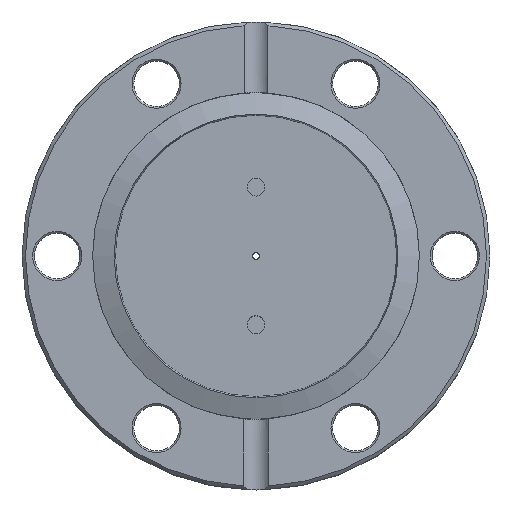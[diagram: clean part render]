
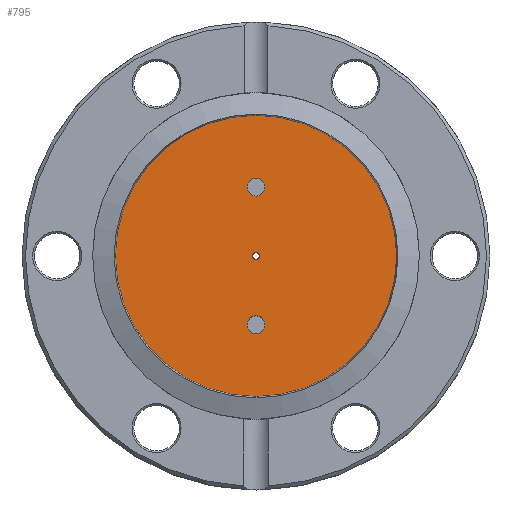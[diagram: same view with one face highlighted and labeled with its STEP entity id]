
A CAD part, top view. The second image highlights one B-rep face of the part: STEP entity #795.
In plain terms, the highlighted planar face has unit normal (0, 0, 1).
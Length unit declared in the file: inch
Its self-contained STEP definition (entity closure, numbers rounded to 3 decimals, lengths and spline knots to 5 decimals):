
#39=FACE_BOUND('',#151,.T.);
#40=FACE_BOUND('',#152,.T.);
#41=FACE_BOUND('',#153,.T.);
#71=PLANE('',#909);
#101=FACE_OUTER_BOUND('',#150,.T.);
#150=EDGE_LOOP('',(#641));
#151=EDGE_LOOP('',(#642));
#152=EDGE_LOOP('',(#643));
#153=EDGE_LOOP('',(#644));
#258=CIRCLE('',#839,0.02);
#260=CIRCLE('',#842,0.052);
#262=CIRCLE('',#846,0.052);
#304=CIRCLE('',#910,0.81772);
#323=VERTEX_POINT('',#1212);
#325=VERTEX_POINT('',#1218);
#327=VERTEX_POINT('',#1225);
#377=VERTEX_POINT('',#1449);
#399=EDGE_CURVE('',#323,#323,#258,.T.);
#402=EDGE_CURVE('',#325,#325,#260,.T.);
#405=EDGE_CURVE('',#327,#327,#262,.T.);
#477=EDGE_CURVE('',#377,#377,#304,.T.);
#641=ORIENTED_EDGE('',*,*,#477,.T.);
#642=ORIENTED_EDGE('',*,*,#399,.T.);
#643=ORIENTED_EDGE('',*,*,#402,.T.);
#644=ORIENTED_EDGE('',*,*,#405,.T.);
#795=ADVANCED_FACE('',(#101,#39,#40,#41),#71,.T.);
#839=AXIS2_PLACEMENT_3D('',#1213,#953,#954);
#842=AXIS2_PLACEMENT_3D('',#1219,#960,#961);
#846=AXIS2_PLACEMENT_3D('',#1226,#969,#970);
#909=AXIS2_PLACEMENT_3D('',#1448,#1117,#1118);
#910=AXIS2_PLACEMENT_3D('',#1450,#1119,#1120);
#953=DIRECTION('center_axis',(0.,0.,-1.));
#954=DIRECTION('ref_axis',(1.,0.,0.));
#960=DIRECTION('center_axis',(0.,0.,-1.));
#961=DIRECTION('ref_axis',(1.,0.,0.));
#969=DIRECTION('center_axis',(0.,0.,-1.));
#970=DIRECTION('ref_axis',(1.,0.,0.));
#1117=DIRECTION('center_axis',(0.,0.,1.));
#1118=DIRECTION('ref_axis',(1.,0.,0.));
#1119=DIRECTION('center_axis',(0.,0.,1.));
#1120=DIRECTION('ref_axis',(1.,0.,0.));
#1212=CARTESIAN_POINT('',(-0.02,0.,0.204));
#1213=CARTESIAN_POINT('Origin',(0.,0.,0.204));
#1218=CARTESIAN_POINT('',(-0.052,-0.4,0.204));
#1219=CARTESIAN_POINT('Origin',(0.,-0.4,0.204));
#1225=CARTESIAN_POINT('',(-0.052,0.4,0.204));
#1226=CARTESIAN_POINT('Origin',(0.,0.4,0.204));
#1448=CARTESIAN_POINT('Origin',(0.,0.,0.204));
#1449=CARTESIAN_POINT('',(-0.81772,0.,0.204));
#1450=CARTESIAN_POINT('Origin',(0.,0.,0.204));
